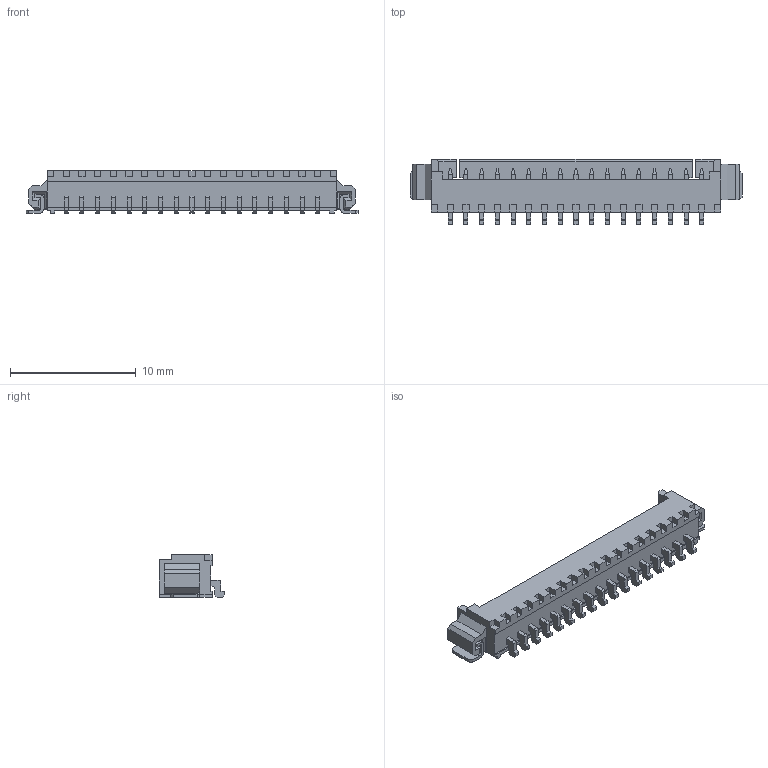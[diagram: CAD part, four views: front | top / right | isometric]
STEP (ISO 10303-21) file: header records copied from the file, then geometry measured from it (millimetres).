
FILE_DESCRIPTION((''),'2;1');
FILE_NAME('532611771','2014-11-12T',('me'),(''),'PRO/ENGINEER BY PARAMETRIC TECHNOLOGY CORPORATION, 2011490','PRO/ENGINEER BY PARAMETRIC TECHNOLOGY CORPORATION, 2011490','');
FILE_SCHEMA(('CONFIG_CONTROL_DESIGN'));
Length unit declared in the file: millimetre
Products named in the file (1): 532611771
Bounding box: 26.4 x 5.2 x 3.4 mm (x, y, z)
Volume: 160 mm3; surface area: 645.2 mm2
Topology: 1 solids, 1 shells, 594 faces, 1661 edges, 1112 vertices
Faces by surface type: plane 552, cylinder 42
Entity records: 18567 total; most frequent: CARTESIAN_POINT 3278, ORIENTED_EDGE 3156, DIRECTION 2939, EDGE_CURVE 1578, VECTOR 1573, LINE 1573, VERTEX_POINT 1022, AXIS2_PLACEMENT_3D 683
